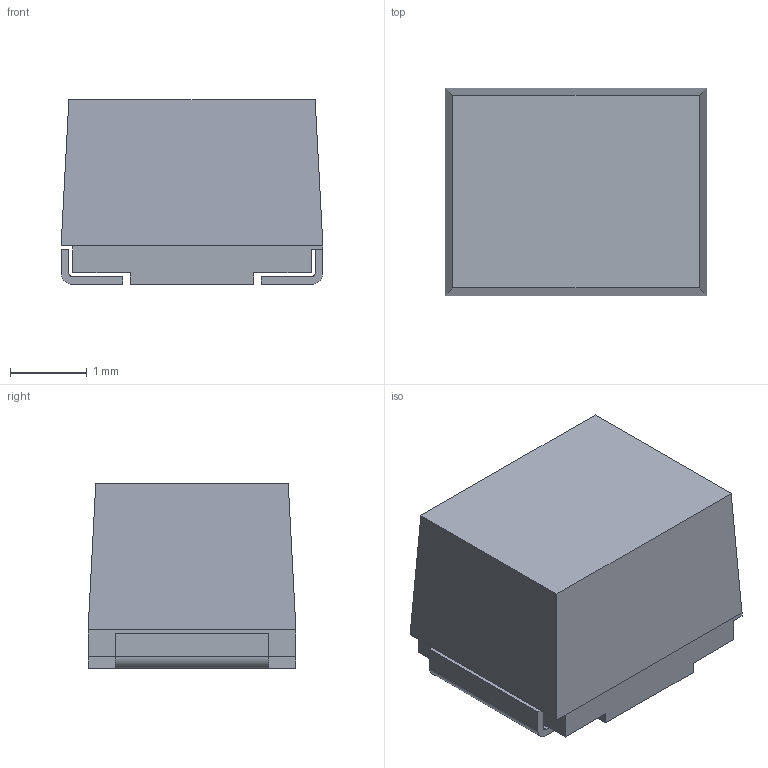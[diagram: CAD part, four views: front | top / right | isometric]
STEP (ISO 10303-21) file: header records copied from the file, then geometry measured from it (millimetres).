
FILE_DESCRIPTION((''),'2;1');
FILE_NAME('IND_EPCOS_B82422H.stp','2011-08-30T15:20:54',(''),(''),'Mechanical Desktop 2011','Mechanical Desktop 2011',', , ');
FILE_SCHEMA(('AUTOMOTIVE_DESIGN { 1 2 10303 214 1 1 1 1 }'));
Length unit declared in the file: millimetre
Products named in the file (1): Product
Bounding box: 3.4 x 2.7 x 2.4 mm (x, y, z)
Volume: 20.3 mm3; surface area: 55.1 mm2
Topology: 3 solids, 3 shells, 37 faces, 89 edges, 58 vertices
Faces by surface type: plane 21, bspline 14, cylinder 2
Entity records: 1135 total; most frequent: CARTESIAN_POINT 255, ORIENTED_EDGE 178, DIRECTION 145, EDGE_CURVE 89, VECTOR 81, LINE 81, VERTEX_POINT 58, EDGE_LOOP 37
